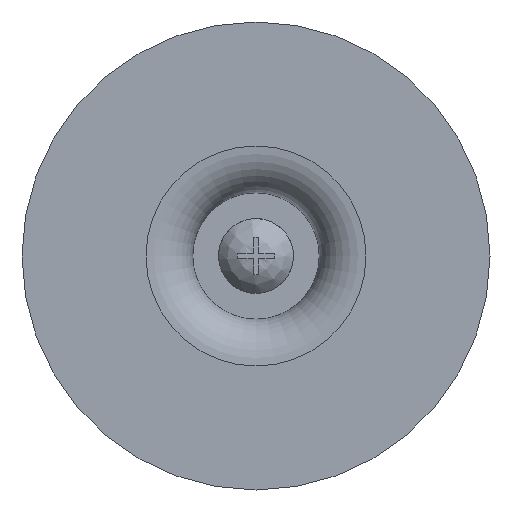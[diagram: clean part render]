
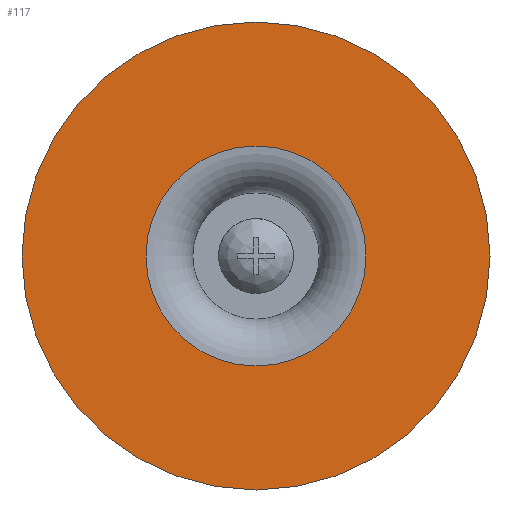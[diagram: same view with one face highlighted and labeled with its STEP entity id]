
A CAD part, front view. The second image highlights one B-rep face of the part: STEP entity #117.
In plain terms, the highlighted planar face has unit normal (0, -1, 0).
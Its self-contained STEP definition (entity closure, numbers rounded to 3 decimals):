
#117 = ADVANCED_FACE( '', ( #249, #250 ), #251, .F. );
#249 = FACE_BOUND( '', #404, .T. );
#250 = FACE_OUTER_BOUND( '', #405, .T. );
#251 = PLANE( '', #406 );
#404 = EDGE_LOOP( '', ( #717 ) );
#405 = EDGE_LOOP( '', ( #718 ) );
#406 = AXIS2_PLACEMENT_3D( '', #719, #720, #721 );
#717 = ORIENTED_EDGE( '', *, *, #966, .F. );
#718 = ORIENTED_EDGE( '', *, *, #967, .T. );
#719 = CARTESIAN_POINT( '', ( 25., 0., 0. ) );
#720 = DIRECTION( '', ( 0., 1., 0. ) );
#721 = DIRECTION( '', ( 0., 0., 1. ) );
#966 = EDGE_CURVE( '', #1150, #1150, #1151, .T. );
#967 = EDGE_CURVE( '', #1152, #1152, #1153, .T. );
#1150 = VERTEX_POINT( '', #1519 );
#1151 = CIRCLE( '', #1520, 11.75 );
#1152 = VERTEX_POINT( '', #1521 );
#1153 = CIRCLE( '', #1522, 25. );
#1519 = CARTESIAN_POINT( '', ( 0., 0., -11.75 ) );
#1520 = AXIS2_PLACEMENT_3D( '', #1645, #1646, #1647 );
#1521 = CARTESIAN_POINT( '', ( 0., 0., -25. ) );
#1522 = AXIS2_PLACEMENT_3D( '', #1648, #1649, #1650 );
#1645 = CARTESIAN_POINT( '', ( 0., 0., 0. ) );
#1646 = DIRECTION( '', ( 0., -1., 0. ) );
#1647 = DIRECTION( '', ( 0., 0., -1. ) );
#1648 = CARTESIAN_POINT( '', ( 0., 0., 0. ) );
#1649 = DIRECTION( '', ( 0., -1., 0. ) );
#1650 = DIRECTION( '', ( 0., 0., -1. ) );
